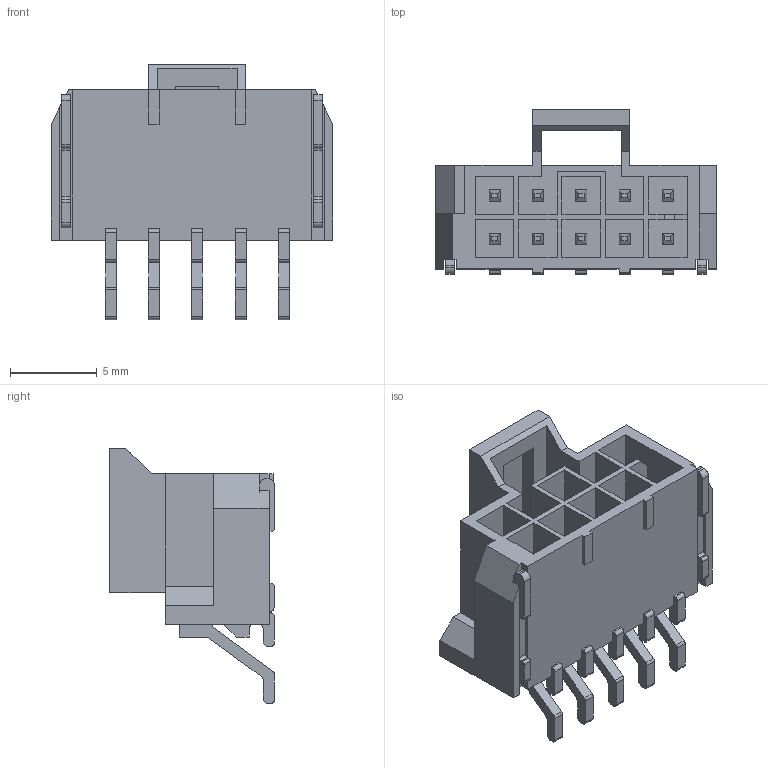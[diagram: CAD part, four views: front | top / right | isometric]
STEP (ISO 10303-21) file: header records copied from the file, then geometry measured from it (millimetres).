
FILE_DESCRIPTION((''),'2;1');
FILE_NAME('1054051110','2016-10-27T',('rlalsangi'),(''),'PRO/ENGINEER BY PARAMETRIC TECHNOLOGY CORPORATION, 2012310','PRO/ENGINEER BY PARAMETRIC TECHNOLOGY CORPORATION, 2012310','');
FILE_SCHEMA(('CONFIG_CONTROL_DESIGN'));
Length unit declared in the file: millimetre
Products named in the file (1): 1054051110
Bounding box: 16.24 x 9.49 x 14.74 mm (x, y, z)
Volume: 572.4 mm3; surface area: 1539 mm2
Topology: 1 solids, 1 shells, 370 faces, 1032 edges, 689 vertices
Faces by surface type: plane 321, cylinder 49
Entity records: 11637 total; most frequent: CARTESIAN_POINT 2044, ORIENTED_EDGE 1968, DIRECTION 1872, EDGE_CURVE 984, VECTOR 934, LINE 934, VERTEX_POINT 641, AXIS2_PLACEMENT_3D 469
